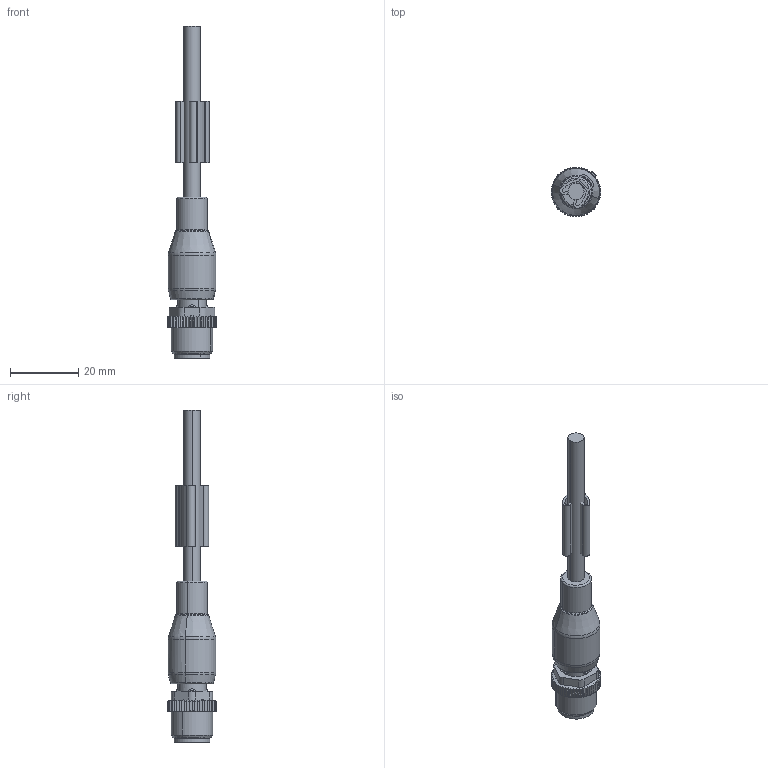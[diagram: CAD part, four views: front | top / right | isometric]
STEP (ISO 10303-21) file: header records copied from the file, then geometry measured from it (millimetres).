
FILE_DESCRIPTION(('CATIA V5 STEP Exchange','CAx-IF Rec.Pracs.--- Model Styling and Organization---1.4--- 2014-01-23'),'2;1');
FILE_NAME ('004769-2_0', '2021-03-27T12:11:18+00:00', ('none'), ('Weidmueller'), 'CATIA Version 5-6 Release 2016 SP3 HF44', 'CATIA V5 STEP AP214', 'none');
FILE_SCHEMA(('AUTOMOTIVE_DESIGN { 1 0 10303 214 1 1 1 1 }'));
Length unit declared in the file: millimetre
Products named in the file (1): 1057780300
Bounding box: 14.52 x 14.6 x 97 mm (x, y, z)
Volume: 6204.4 mm3; surface area: 6352.8 mm2
Topology: 8 solids, 8 shells, 640 faces, 1610 edges, 1004 vertices
Faces by surface type: plane 238, cylinder 205, cone 91, torus 90, sphere 12, bspline 4
Entity records: 18330 total; most frequent: CARTESIAN_POINT 4636, ORIENTED_EDGE 3176, DIRECTION 2113, EDGE_CURVE 1588, AXIS2_PLACEMENT_3D 1051, VERTEX_POINT 1004, EDGE_LOOP 702, VECTOR 653
